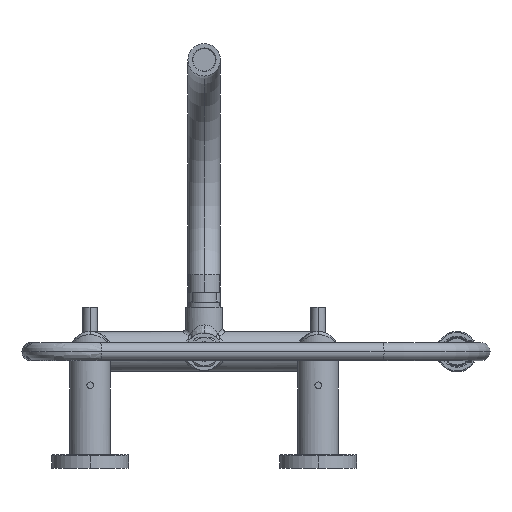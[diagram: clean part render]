
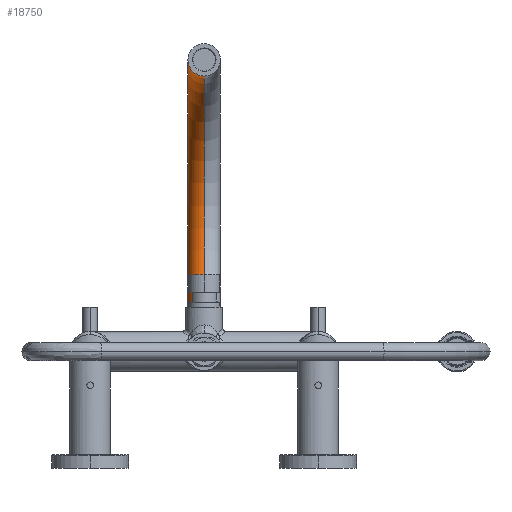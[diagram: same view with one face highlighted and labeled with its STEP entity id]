
A CAD part, front view. The second image highlights one B-rep face of the part: STEP entity #18750.
In plain terms, the highlighted toroidal (fillet/blend) face has major radius 114.3 mm and minor radius 12.7 mm.
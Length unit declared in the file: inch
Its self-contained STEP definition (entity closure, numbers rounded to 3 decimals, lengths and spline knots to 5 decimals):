
#18547=CARTESIAN_POINT('',(0.,6.925,9.));
#18548=DIRECTION('',(0.,1.,0.));
#18549=DIRECTION('',(0.,0.,-1.));
#18550=AXIS2_PLACEMENT_3D('',#18547,#18548,#18549);
#18552=CARTESIAN_POINT('',(0.,6.925,4.5));
#18553=DIRECTION('',(-1.,0.,0.));
#18554=DIRECTION('',(0.,0.,1.));
#18555=AXIS2_PLACEMENT_3D('',#18552,#18553,#18554);
#18562=CARTESIAN_POINT('',(0.,6.925,4.5));
#18563=DIRECTION('',(-1.,0.,0.));
#18564=DIRECTION('',(0.,0.,1.));
#18565=AXIS2_PLACEMENT_3D('',#18562,#18563,#18564);
#18576=CARTESIAN_POINT('',(0.,6.925,0.));
#18577=DIRECTION('',(0.,-1.,0.));
#18578=DIRECTION('',(0.,0.,1.));
#18579=AXIS2_PLACEMENT_3D('',#18576,#18577,#18578);
#18627=CARTESIAN_POINT('',(0.,6.925,8.5));
#18628=CARTESIAN_POINT('',(0.,6.925,9.5));
#18629=VERTEX_POINT('',#18627);
#18630=VERTEX_POINT('',#18628);
#18631=CARTESIAN_POINT('',(0.,6.925,0.5));
#18632=CARTESIAN_POINT('',(0.,6.925,-0.5));
#18633=VERTEX_POINT('',#18631);
#18634=VERTEX_POINT('',#18632);
#18736=CARTESIAN_POINT('',(0.,6.925,4.5));
#18737=DIRECTION('',(-1.,0.,0.));
#18738=DIRECTION('',(0.,0.,-1.));
#18739=AXIS2_PLACEMENT_3D('',#18736,#18737,#18738);
#18740=TOROIDAL_SURFACE('',#18739,4.5,0.5);
#18741=ORIENTED_EDGE('',*,*,#18731,.F.);
#18743=ORIENTED_EDGE('',*,*,#18742,.T.);
#18745=ORIENTED_EDGE('',*,*,#18744,.T.);
#18747=ORIENTED_EDGE('',*,*,#18746,.F.);
#18748=EDGE_LOOP('',(#18741,#18743,#18745,#18747));
#18749=FACE_OUTER_BOUND('',#18748,.F.);
#18750=ADVANCED_FACE('',(#18749),#18740,.T.);
#18551=CIRCLE('',#18550,0.5);
#18556=CIRCLE('',#18555,4.);
#18566=CIRCLE('',#18565,5.);
#18580=CIRCLE('',#18579,0.5);
#18731=EDGE_CURVE('',#18629,#18630,#18551,.T.);
#18742=EDGE_CURVE('',#18629,#18633,#18556,.T.);
#18744=EDGE_CURVE('',#18633,#18634,#18580,.T.);
#18746=EDGE_CURVE('',#18630,#18634,#18566,.T.);
